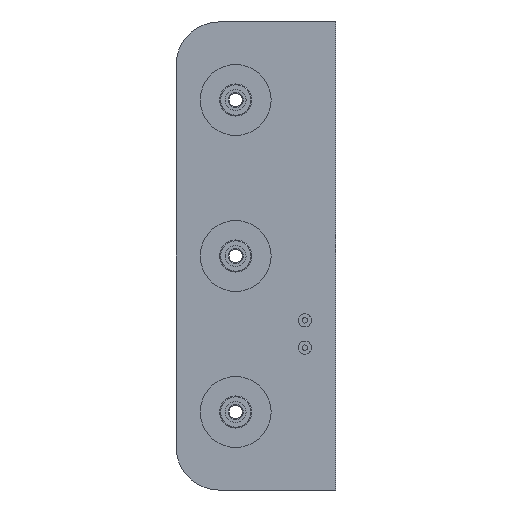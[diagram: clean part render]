
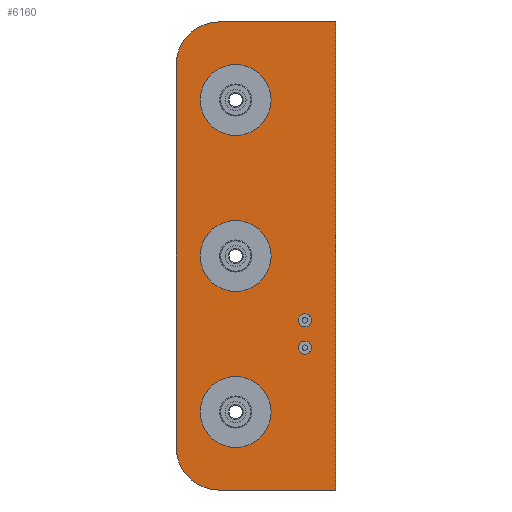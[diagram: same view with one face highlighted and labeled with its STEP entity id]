
A CAD part, left-side view. The second image highlights one B-rep face of the part: STEP entity #6160.
In plain terms, the highlighted planar face has unit normal (-1, 0, 0).
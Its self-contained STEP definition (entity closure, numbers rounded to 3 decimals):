
#13 = CARTESIAN_POINT ( 'NONE',  ( -55., 3.21, -9. ) ) ;
#124 = EDGE_CURVE ( 'NONE', #174, #15670, #5515, .T. ) ;
#174 = VERTEX_POINT ( 'NONE', #987 ) ;
#216 = CARTESIAN_POINT ( 'NONE',  ( -55., -0.08, 24.75 ) ) ;
#392 = VERTEX_POINT ( 'NONE', #216 ) ;
#437 = AXIS2_PLACEMENT_3D ( 'NONE', #6650, #18776, #3806 ) ;
#474 = CIRCLE ( 'NONE', #8187, 4.5 ) ;
#916 = CARTESIAN_POINT ( 'NONE',  ( -55., 10.52, 20.25 ) ) ;
#987 = CARTESIAN_POINT ( 'NONE',  ( -55., 10.52, -20.25 ) ) ;
#1013 = DIRECTION ( 'NONE',  ( 0., 0., -1. ) ) ;
#1214 = EDGE_CURVE ( 'NONE', #19275, #17265, #4337, .T. ) ;
#1239 = CARTESIAN_POINT ( 'NONE',  ( -55., 10.52, -12.75 ) ) ;
#1306 = DIRECTION ( 'NONE',  ( 0., 0., 1. ) ) ;
#1437 = CARTESIAN_POINT ( 'NONE',  ( -55., 3.21, -9.7 ) ) ;
#1451 = ORIENTED_EDGE ( 'NONE', *, *, #12533, .F. ) ;
#2055 = EDGE_CURVE ( 'NONE', #13660, #392, #17439, .T. ) ;
#2090 = ORIENTED_EDGE ( 'NONE', *, *, #5709, .T. ) ;
#2127 = DIRECTION ( 'NONE',  ( 0., 0., 1. ) ) ;
#2139 = FACE_BOUND ( 'NONE', #18988, .T. ) ;
#2330 = DIRECTION ( 'NONE',  ( 1., 0., 0. ) ) ;
#2336 = EDGE_LOOP ( 'NONE', ( #10119, #6787 ) ) ;
#2598 = CIRCLE ( 'NONE', #18211, 0.7 ) ;
#2714 = DIRECTION ( 'NONE',  ( 1., 0., 0. ) ) ;
#2789 = VERTEX_POINT ( 'NONE', #17455 ) ;
#2847 = AXIS2_PLACEMENT_3D ( 'NONE', #16105, #7135, #17605 ) ;
#3010 = VERTEX_POINT ( 'NONE', #3499 ) ;
#3041 = CIRCLE ( 'NONE', #9425, 0.7 ) ;
#3200 = EDGE_CURVE ( 'NONE', #6187, #17846, #4785, .T. ) ;
#3354 = AXIS2_PLACEMENT_3D ( 'NONE', #5843, #14717, #7364 ) ;
#3373 = VECTOR ( 'NONE', #7839, 1000. ) ;
#3396 = CARTESIAN_POINT ( 'NONE',  ( -55., 12.32, 20.25 ) ) ;
#3499 = CARTESIAN_POINT ( 'NONE',  ( -55., 3.21, -7.5 ) ) ;
#3540 = VECTOR ( 'NONE', #4521, 1000. ) ;
#3660 = EDGE_CURVE ( 'NONE', #3010, #6912, #17652, .T. ) ;
#3754 = VERTEX_POINT ( 'NONE', #15171 ) ;
#3806 = DIRECTION ( 'NONE',  ( 0., 0., -1. ) ) ;
#4052 = CARTESIAN_POINT ( 'NONE',  ( -55., 12.32, 24.75 ) ) ;
#4337 = CIRCLE ( 'NONE', #7992, 3.75 ) ;
#4388 = VERTEX_POINT ( 'NONE', #16318 ) ;
#4521 = DIRECTION ( 'NONE',  ( 0., 1., 0. ) ) ;
#4681 = CIRCLE ( 'NONE', #2847, 3.75 ) ;
#4706 = CARTESIAN_POINT ( 'NONE',  ( -55., 10.52, 0. ) ) ;
#4785 = CIRCLE ( 'NONE', #8761, 3.75 ) ;
#4983 = DIRECTION ( 'NONE',  ( 0., 0., 1. ) ) ;
#5292 = DIRECTION ( 'NONE',  ( 0., 0., 1. ) ) ;
#5441 = ORIENTED_EDGE ( 'NONE', *, *, #18809, .T. ) ;
#5515 = CIRCLE ( 'NONE', #437, 3.75 ) ;
#5607 = EDGE_LOOP ( 'NONE', ( #5441, #8199 ) ) ;
#5709 = EDGE_CURVE ( 'NONE', #5816, #6765, #2598, .T. ) ;
#5816 = VERTEX_POINT ( 'NONE', #13 ) ;
#5843 = CARTESIAN_POINT ( 'NONE',  ( -55., 3.21, -6.8 ) ) ;
#6050 = ORIENTED_EDGE ( 'NONE', *, *, #8578, .T. ) ;
#6143 = EDGE_LOOP ( 'NONE', ( #10971, #16990 ) ) ;
#6160 = ADVANCED_FACE ( 'NONE', ( #9887, #17380, #7559, #2139, #15071, #13422 ), #6615, .T. ) ;
#6187 = VERTEX_POINT ( 'NONE', #8126 ) ;
#6216 = DIRECTION ( 'NONE',  ( 1., 0., 0. ) ) ;
#6526 = DIRECTION ( 'NONE',  ( 1., 0., 0. ) ) ;
#6562 = ORIENTED_EDGE ( 'NONE', *, *, #124, .T. ) ;
#6615 = PLANE ( 'NONE',  #14572 ) ;
#6650 = CARTESIAN_POINT ( 'NONE',  ( -55., 10.52, -16.5 ) ) ;
#6765 = VERTEX_POINT ( 'NONE', #12278 ) ;
#6787 = ORIENTED_EDGE ( 'NONE', *, *, #1214, .T. ) ;
#6912 = VERTEX_POINT ( 'NONE', #15428 ) ;
#7135 = DIRECTION ( 'NONE',  ( 1., 0., 0. ) ) ;
#7151 = CARTESIAN_POINT ( 'NONE',  ( -55., 3.21, -6.8 ) ) ;
#7267 = EDGE_CURVE ( 'NONE', #6912, #3010, #3041, .T. ) ;
#7364 = DIRECTION ( 'NONE',  ( 0., 0., 1. ) ) ;
#7550 = LINE ( 'NONE', #17768, #3540 ) ;
#7559 = FACE_BOUND ( 'NONE', #6143, .T. ) ;
#7622 = EDGE_CURVE ( 'NONE', #4388, #2789, #474, .T. ) ;
#7694 = LINE ( 'NONE', #8536, #10503 ) ;
#7839 = DIRECTION ( 'NONE',  ( 0., -1., 0. ) ) ;
#7992 = AXIS2_PLACEMENT_3D ( 'NONE', #4706, #6216, #15593 ) ;
#8062 = DIRECTION ( 'NONE',  ( -1., 0., 0. ) ) ;
#8095 = DIRECTION ( 'NONE',  ( 0., 0., -1. ) ) ;
#8119 = CARTESIAN_POINT ( 'NONE',  ( -55., 12.32, -20.25 ) ) ;
#8126 = CARTESIAN_POINT ( 'NONE',  ( -55., 10.52, 12.75 ) ) ;
#8187 = AXIS2_PLACEMENT_3D ( 'NONE', #8119, #2330, #5292 ) ;
#8199 = ORIENTED_EDGE ( 'NONE', *, *, #3200, .T. ) ;
#8296 = LINE ( 'NONE', #13969, #14374 ) ;
#8442 = CIRCLE ( 'NONE', #9277, 4.5 ) ;
#8536 = CARTESIAN_POINT ( 'NONE',  ( -55., 16.82, 20.25 ) ) ;
#8578 = EDGE_CURVE ( 'NONE', #15670, #174, #10996, .T. ) ;
#8681 = CIRCLE ( 'NONE', #14297, 3.75 ) ;
#8716 = DIRECTION ( 'NONE',  ( 0., 0., 1. ) ) ;
#8761 = AXIS2_PLACEMENT_3D ( 'NONE', #14050, #17130, #8095 ) ;
#9277 = AXIS2_PLACEMENT_3D ( 'NONE', #11525, #15980, #17280 ) ;
#9425 = AXIS2_PLACEMENT_3D ( 'NONE', #7151, #17625, #8716 ) ;
#9482 = EDGE_CURVE ( 'NONE', #2789, #10060, #7694, .T. ) ;
#9887 = FACE_BOUND ( 'NONE', #5607, .T. ) ;
#10060 = VERTEX_POINT ( 'NONE', #17733 ) ;
#10119 = ORIENTED_EDGE ( 'NONE', *, *, #18214, .T. ) ;
#10503 = VECTOR ( 'NONE', #19150, 1000. ) ;
#10867 = CARTESIAN_POINT ( 'NONE',  ( -55., 10.52, -3.75 ) ) ;
#10885 = ORIENTED_EDGE ( 'NONE', *, *, #16702, .F. ) ;
#10971 = ORIENTED_EDGE ( 'NONE', *, *, #7267, .T. ) ;
#10996 = CIRCLE ( 'NONE', #11455, 3.75 ) ;
#11004 = ORIENTED_EDGE ( 'NONE', *, *, #9482, .F. ) ;
#11455 = AXIS2_PLACEMENT_3D ( 'NONE', #14874, #2714, #16293 ) ;
#11525 = CARTESIAN_POINT ( 'NONE',  ( -55., 12.32, 20.25 ) ) ;
#11868 = DIRECTION ( 'NONE',  ( 0., 0., 1. ) ) ;
#12278 = CARTESIAN_POINT ( 'NONE',  ( -55., 3.21, -10.4 ) ) ;
#12411 = AXIS2_PLACEMENT_3D ( 'NONE', #14061, #6526, #2127 ) ;
#12412 = ORIENTED_EDGE ( 'NONE', *, *, #17202, .T. ) ;
#12510 = EDGE_LOOP ( 'NONE', ( #6050, #6562 ) ) ;
#12533 = EDGE_CURVE ( 'NONE', #392, #3754, #8296, .T. ) ;
#13113 = ORIENTED_EDGE ( 'NONE', *, *, #7622, .F. ) ;
#13375 = CARTESIAN_POINT ( 'NONE',  ( -55., 10.52, 0. ) ) ;
#13422 = FACE_BOUND ( 'NONE', #12510, .T. ) ;
#13660 = VERTEX_POINT ( 'NONE', #4052 ) ;
#13728 = CARTESIAN_POINT ( 'NONE',  ( -55., 0.81, 24.75 ) ) ;
#13969 = CARTESIAN_POINT ( 'NONE',  ( -55., -0.08, -24.75 ) ) ;
#14050 = CARTESIAN_POINT ( 'NONE',  ( -55., 10.52, 16.5 ) ) ;
#14061 = CARTESIAN_POINT ( 'NONE',  ( -55., 3.21, -9.7 ) ) ;
#14287 = ORIENTED_EDGE ( 'NONE', *, *, #2055, .F. ) ;
#14297 = AXIS2_PLACEMENT_3D ( 'NONE', #13375, #19388, #11868 ) ;
#14374 = VECTOR ( 'NONE', #1013, 1000. ) ;
#14378 = EDGE_LOOP ( 'NONE', ( #14287, #15779, #11004, #13113, #10885, #1451 ) ) ;
#14572 = AXIS2_PLACEMENT_3D ( 'NONE', #3396, #8062, #4983 ) ;
#14717 = DIRECTION ( 'NONE',  ( 1., 0., 0. ) ) ;
#14874 = CARTESIAN_POINT ( 'NONE',  ( -55., 10.52, -16.5 ) ) ;
#15071 = FACE_BOUND ( 'NONE', #2336, .T. ) ;
#15171 = CARTESIAN_POINT ( 'NONE',  ( -55., -0.08, -24.75 ) ) ;
#15428 = CARTESIAN_POINT ( 'NONE',  ( -55., 3.21, -6.1 ) ) ;
#15593 = DIRECTION ( 'NONE',  ( 0., 0., 1. ) ) ;
#15670 = VERTEX_POINT ( 'NONE', #1239 ) ;
#15779 = ORIENTED_EDGE ( 'NONE', *, *, #18467, .F. ) ;
#15980 = DIRECTION ( 'NONE',  ( 1., 0., 0. ) ) ;
#16105 = CARTESIAN_POINT ( 'NONE',  ( -55., 10.52, 16.5 ) ) ;
#16293 = DIRECTION ( 'NONE',  ( 0., 0., -1. ) ) ;
#16318 = CARTESIAN_POINT ( 'NONE',  ( -55., 12.32, -24.75 ) ) ;
#16468 = DIRECTION ( 'NONE',  ( 1., 0., 0. ) ) ;
#16702 = EDGE_CURVE ( 'NONE', #3754, #4388, #7550, .T. ) ;
#16990 = ORIENTED_EDGE ( 'NONE', *, *, #3660, .T. ) ;
#17130 = DIRECTION ( 'NONE',  ( 1., 0., 0. ) ) ;
#17202 = EDGE_CURVE ( 'NONE', #6765, #5816, #18982, .T. ) ;
#17265 = VERTEX_POINT ( 'NONE', #18721 ) ;
#17280 = DIRECTION ( 'NONE',  ( 0., 0., 1. ) ) ;
#17380 = FACE_OUTER_BOUND ( 'NONE', #14378, .T. ) ;
#17439 = LINE ( 'NONE', #13728, #3373 ) ;
#17455 = CARTESIAN_POINT ( 'NONE',  ( -55., 16.82, -20.25 ) ) ;
#17605 = DIRECTION ( 'NONE',  ( 0., 0., -1. ) ) ;
#17625 = DIRECTION ( 'NONE',  ( 1., 0., 0. ) ) ;
#17652 = CIRCLE ( 'NONE', #3354, 0.7 ) ;
#17733 = CARTESIAN_POINT ( 'NONE',  ( -55., 16.82, 20.25 ) ) ;
#17768 = CARTESIAN_POINT ( 'NONE',  ( -55., 0.81, -24.75 ) ) ;
#17846 = VERTEX_POINT ( 'NONE', #916 ) ;
#18211 = AXIS2_PLACEMENT_3D ( 'NONE', #1437, #16468, #1306 ) ;
#18214 = EDGE_CURVE ( 'NONE', #17265, #19275, #8681, .T. ) ;
#18467 = EDGE_CURVE ( 'NONE', #10060, #13660, #8442, .T. ) ;
#18721 = CARTESIAN_POINT ( 'NONE',  ( -55., 10.52, 3.75 ) ) ;
#18776 = DIRECTION ( 'NONE',  ( 1., 0., 0. ) ) ;
#18809 = EDGE_CURVE ( 'NONE', #17846, #6187, #4681, .T. ) ;
#18982 = CIRCLE ( 'NONE', #12411, 0.7 ) ;
#18988 = EDGE_LOOP ( 'NONE', ( #2090, #12412 ) ) ;
#19150 = DIRECTION ( 'NONE',  ( 0., 0., 1. ) ) ;
#19275 = VERTEX_POINT ( 'NONE', #10867 ) ;
#19388 = DIRECTION ( 'NONE',  ( 1., 0., 0. ) ) ;
